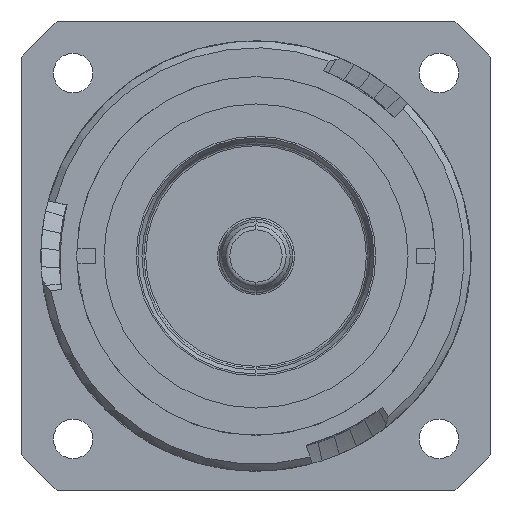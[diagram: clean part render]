
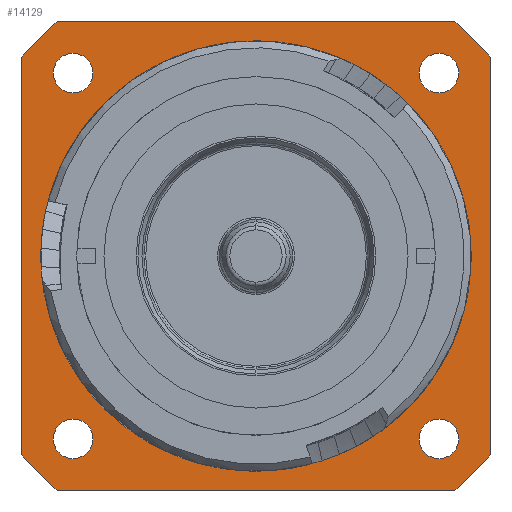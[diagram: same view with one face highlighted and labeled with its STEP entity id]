
A CAD part, left-side view. The second image highlights one B-rep face of the part: STEP entity #14129.
In plain terms, the highlighted planar face has unit normal (-1, 0, 0).
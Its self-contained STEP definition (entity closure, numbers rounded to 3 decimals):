
#327=CARTESIAN_POINT('',(24.15,0.,0.));
#328=DIRECTION('',(1.,0.,0.));
#329=DIRECTION('',(0.,1.,0.));
#330=AXIS2_PLACEMENT_3D('',#327,#328,#329);
#1271=CARTESIAN_POINT('',(24.15,0.,0.));
#1272=DIRECTION('',(-1.,0.,0.));
#1273=DIRECTION('',(0.,1.,0.));
#1274=AXIS2_PLACEMENT_3D('',#1271,#1272,#1273);
#2994=DIRECTION('',(0.,1.,0.));
#2995=VECTOR('',#2994,43.192);
#2996=CARTESIAN_POINT('',(24.15,-21.596,-25.4));
#2997=LINE('690',#2996,#2995);
#2998=CARTESIAN_POINT('',(24.15,0.,0.));
#2999=DIRECTION('',(-1.,0.,0.));
#3000=DIRECTION('',(0.,0.762,-0.648));
#3001=AXIS2_PLACEMENT_3D('',#2998,#2999,#3000);
#3003=DIRECTION('',(0.,0.,1.));
#3004=VECTOR('',#3003,43.192);
#3005=CARTESIAN_POINT('',(24.15,25.4,-21.596));
#3006=LINE('693',#3005,#3004);
#3007=CARTESIAN_POINT('',(24.15,0.,0.));
#3008=DIRECTION('',(1.,0.,0.));
#3009=DIRECTION('',(0.,0.762,0.648));
#3010=AXIS2_PLACEMENT_3D('',#3007,#3008,#3009);
#3012=DIRECTION('',(0.,-1.,0.));
#3013=VECTOR('',#3012,43.192);
#3014=CARTESIAN_POINT('',(24.15,21.596,25.4));
#3015=LINE('692',#3014,#3013);
#3016=CARTESIAN_POINT('',(24.15,0.,0.));
#3017=DIRECTION('',(1.,0.,0.));
#3018=DIRECTION('',(0.,-0.648,0.762));
#3019=AXIS2_PLACEMENT_3D('',#3016,#3017,#3018);
#3021=DIRECTION('',(0.,0.,-1.));
#3022=VECTOR('',#3021,43.192);
#3023=CARTESIAN_POINT('',(24.15,-25.4,21.596));
#3024=LINE('691',#3023,#3022);
#3025=CARTESIAN_POINT('',(24.15,0.,0.));
#3026=DIRECTION('',(-1.,0.,0.));
#3027=DIRECTION('',(0.,-0.648,-0.762));
#3028=AXIS2_PLACEMENT_3D('',#3025,#3026,#3027);
#3030=CARTESIAN_POINT('',(24.15,19.85,-19.85));
#3031=DIRECTION('',(-1.,0.,0.));
#3032=DIRECTION('',(0.,0.,1.));
#3033=AXIS2_PLACEMENT_3D('',#3030,#3031,#3032);
#3035=CARTESIAN_POINT('',(24.15,19.85,-19.85));
#3036=DIRECTION('',(-1.,0.,0.));
#3037=DIRECTION('',(0.,0.,-1.));
#3038=AXIS2_PLACEMENT_3D('',#3035,#3036,#3037);
#3040=CARTESIAN_POINT('',(24.15,19.85,19.85));
#3041=DIRECTION('',(-1.,0.,0.));
#3042=DIRECTION('',(0.,0.,1.));
#3043=AXIS2_PLACEMENT_3D('',#3040,#3041,#3042);
#3045=CARTESIAN_POINT('',(24.15,19.85,19.85));
#3046=DIRECTION('',(-1.,0.,0.));
#3047=DIRECTION('',(0.,0.,-1.));
#3048=AXIS2_PLACEMENT_3D('',#3045,#3046,#3047);
#3050=CARTESIAN_POINT('',(24.15,-19.85,19.85));
#3051=DIRECTION('',(-1.,0.,0.));
#3052=DIRECTION('',(0.,0.,1.));
#3053=AXIS2_PLACEMENT_3D('',#3050,#3051,#3052);
#3055=CARTESIAN_POINT('',(24.15,-19.85,19.85));
#3056=DIRECTION('',(-1.,0.,0.));
#3057=DIRECTION('',(0.,0.,-1.));
#3058=AXIS2_PLACEMENT_3D('',#3055,#3056,#3057);
#3060=CARTESIAN_POINT('',(24.15,-19.85,-19.85));
#3061=DIRECTION('',(-1.,0.,0.));
#3062=DIRECTION('',(0.,0.,1.));
#3063=AXIS2_PLACEMENT_3D('',#3060,#3061,#3062);
#3065=CARTESIAN_POINT('',(24.15,-19.85,-19.85));
#3066=DIRECTION('',(-1.,0.,0.));
#3067=DIRECTION('',(0.,0.,-1.));
#3068=AXIS2_PLACEMENT_3D('',#3065,#3066,#3067);
#5632=CARTESIAN_POINT('',(24.15,23.35,0.));
#5633=CARTESIAN_POINT('',(24.15,-23.35,0.));
#5634=VERTEX_POINT('',#5632);
#5635=VERTEX_POINT('',#5633);
#5652=CARTESIAN_POINT('',(24.15,-21.596,-25.4));
#5653=CARTESIAN_POINT('',(24.15,21.596,-25.4));
#5654=VERTEX_POINT('',#5652);
#5655=VERTEX_POINT('',#5653);
#5656=CARTESIAN_POINT('',(24.15,-25.4,21.596));
#5657=CARTESIAN_POINT('',(24.15,-25.4,-21.596));
#5658=VERTEX_POINT('',#5656);
#5659=VERTEX_POINT('',#5657);
#5660=CARTESIAN_POINT('',(24.15,21.596,25.4));
#5661=CARTESIAN_POINT('',(24.15,-21.596,25.4));
#5662=VERTEX_POINT('',#5660);
#5663=VERTEX_POINT('',#5661);
#5664=CARTESIAN_POINT('',(24.15,25.4,-21.596));
#5665=CARTESIAN_POINT('',(24.15,25.4,21.596));
#5666=VERTEX_POINT('',#5664);
#5667=VERTEX_POINT('',#5665);
#6171=CARTESIAN_POINT('',(24.15,19.85,-17.7));
#6172=CARTESIAN_POINT('',(24.15,19.85,-22.));
#6173=VERTEX_POINT('',#6171);
#6174=VERTEX_POINT('',#6172);
#6175=CARTESIAN_POINT('',(24.15,19.85,22.));
#6176=CARTESIAN_POINT('',(24.15,19.85,17.7));
#6177=VERTEX_POINT('',#6175);
#6178=VERTEX_POINT('',#6176);
#6179=CARTESIAN_POINT('',(24.15,-19.85,22.));
#6180=CARTESIAN_POINT('',(24.15,-19.85,17.7));
#6181=VERTEX_POINT('',#6179);
#6182=VERTEX_POINT('',#6180);
#6183=CARTESIAN_POINT('',(24.15,-19.85,-17.7));
#6184=CARTESIAN_POINT('',(24.15,-19.85,-22.));
#6185=VERTEX_POINT('',#6183);
#6186=VERTEX_POINT('',#6184);
#14078=CARTESIAN_POINT('',(24.15,0.,0.));
#14079=DIRECTION('',(1.,0.,0.));
#14080=DIRECTION('',(0.,-1.,0.));
#14081=AXIS2_PLACEMENT_3D('',#14078,#14079,#14080);
#14082=PLANE('250',#14081);
#14084=ORIENTED_EDGE('690',*,*,#14083,.T.);
#14086=ORIENTED_EDGE('819',*,*,#14085,.F.);
#14088=ORIENTED_EDGE('693',*,*,#14087,.T.);
#14090=ORIENTED_EDGE('815',*,*,#14089,.T.);
#14092=ORIENTED_EDGE('692',*,*,#14091,.T.);
#14094=ORIENTED_EDGE('816',*,*,#14093,.T.);
#14096=ORIENTED_EDGE('691',*,*,#14095,.T.);
#14098=ORIENTED_EDGE('820',*,*,#14097,.F.);
#14099=EDGE_LOOP('250',(#14084,#14086,#14088,#14090,#14092,#14094,#14096,
#14098));
#14100=FACE_OUTER_BOUND('250',#14099,.F.);
#14101=ORIENTED_EDGE('685',*,*,#7358,.T.);
#14102=ORIENTED_EDGE('683',*,*,#7045,.F.);
#14103=EDGE_LOOP('250',(#14101,#14102));
#14104=FACE_BOUND('250',#14103,.F.);
#14106=ORIENTED_EDGE('1271',*,*,#14105,.T.);
#14108=ORIENTED_EDGE('1272',*,*,#14107,.T.);
#14109=EDGE_LOOP('250',(#14106,#14108));
#14110=FACE_BOUND('250',#14109,.F.);
#14112=ORIENTED_EDGE('1273',*,*,#14111,.T.);
#14114=ORIENTED_EDGE('1274',*,*,#14113,.T.);
#14115=EDGE_LOOP('250',(#14112,#14114));
#14116=FACE_BOUND('250',#14115,.F.);
#14118=ORIENTED_EDGE('1275',*,*,#14117,.T.);
#14120=ORIENTED_EDGE('1276',*,*,#14119,.T.);
#14121=EDGE_LOOP('250',(#14118,#14120));
#14122=FACE_BOUND('250',#14121,.F.);
#14124=ORIENTED_EDGE('1277',*,*,#14123,.T.);
#14126=ORIENTED_EDGE('1278',*,*,#14125,.T.);
#14127=EDGE_LOOP('250',(#14124,#14126));
#14128=FACE_BOUND('250',#14127,.F.);
#331=CIRCLE('683',#330,23.35);
#1275=CIRCLE('685',#1274,23.35);
#3002=CIRCLE('819',#3001,33.34);
#3011=CIRCLE('815',#3010,33.34);
#3020=CIRCLE('816',#3019,33.34);
#3029=CIRCLE('820',#3028,33.34);
#3034=CIRCLE('1271',#3033,2.15);
#3039=CIRCLE('1272',#3038,2.15);
#3044=CIRCLE('1273',#3043,2.15);
#3049=CIRCLE('1274',#3048,2.15);
#3054=CIRCLE('1275',#3053,2.15);
#3059=CIRCLE('1276',#3058,2.15);
#3064=CIRCLE('1277',#3063,2.15);
#3069=CIRCLE('1278',#3068,2.15);
#7045=EDGE_CURVE('683',#5634,#5635,#331,.T.);
#7358=EDGE_CURVE('685',#5634,#5635,#1275,.T.);
#14083=EDGE_CURVE('690',#5654,#5655,#2997,.T.);
#14085=EDGE_CURVE('819',#5666,#5655,#3002,.T.);
#14087=EDGE_CURVE('693',#5666,#5667,#3006,.T.);
#14089=EDGE_CURVE('815',#5667,#5662,#3011,.T.);
#14091=EDGE_CURVE('692',#5662,#5663,#3015,.T.);
#14093=EDGE_CURVE('816',#5663,#5658,#3020,.T.);
#14095=EDGE_CURVE('691',#5658,#5659,#3024,.T.);
#14097=EDGE_CURVE('820',#5654,#5659,#3029,.T.);
#14105=EDGE_CURVE('1271',#6173,#6174,#3034,.T.);
#14107=EDGE_CURVE('1272',#6174,#6173,#3039,.T.);
#14111=EDGE_CURVE('1273',#6177,#6178,#3044,.T.);
#14113=EDGE_CURVE('1274',#6178,#6177,#3049,.T.);
#14117=EDGE_CURVE('1275',#6181,#6182,#3054,.T.);
#14119=EDGE_CURVE('1276',#6182,#6181,#3059,.T.);
#14123=EDGE_CURVE('1277',#6185,#6186,#3064,.T.);
#14125=EDGE_CURVE('1278',#6186,#6185,#3069,.T.);
#14129=ADVANCED_FACE('250',(#14100,#14104,#14110,#14116,#14122,#14128),#14082,
.F.);
